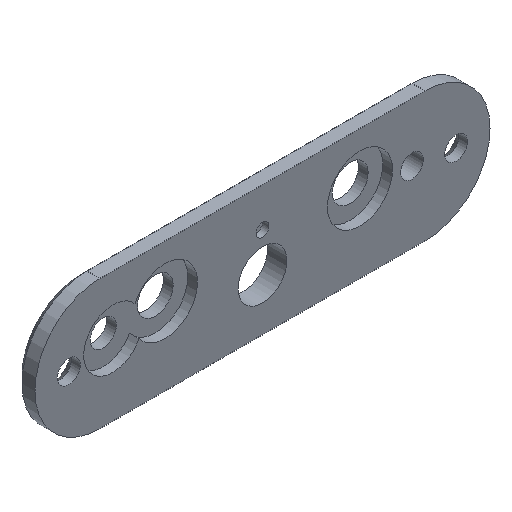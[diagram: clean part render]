
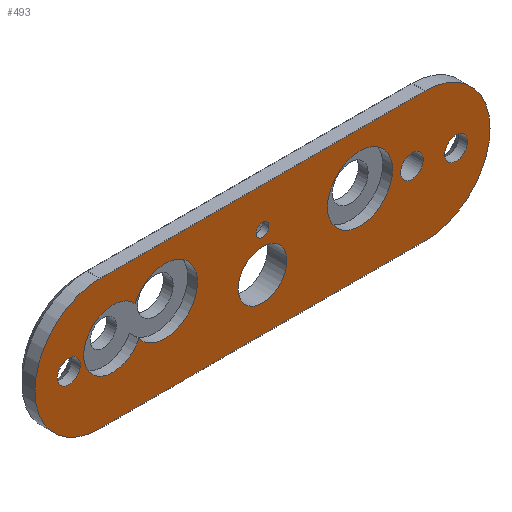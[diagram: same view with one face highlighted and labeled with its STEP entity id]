
A CAD part, isometric view. The second image highlights one B-rep face of the part: STEP entity #493.
In plain terms, the highlighted planar face has unit normal (0, -1, 0).
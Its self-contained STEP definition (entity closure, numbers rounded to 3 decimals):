
#29=FACE_BOUND('',#107,.T.);
#30=FACE_BOUND('',#108,.T.);
#31=FACE_BOUND('',#109,.T.);
#32=FACE_BOUND('',#110,.T.);
#33=FACE_BOUND('',#111,.T.);
#34=FACE_BOUND('',#112,.T.);
#35=FACE_BOUND('',#113,.T.);
#44=PLANE('',#573);
#70=FACE_OUTER_BOUND('',#106,.T.);
#106=EDGE_LOOP('',(#439,#440,#441,#442));
#107=EDGE_LOOP('',(#443,#444));
#108=EDGE_LOOP('',(#445,#446));
#109=EDGE_LOOP('',(#447,#448));
#110=EDGE_LOOP('',(#449,#450));
#111=EDGE_LOOP('',(#451,#452));
#112=EDGE_LOOP('',(#453));
#113=EDGE_LOOP('',(#454));
#138=LINE('',#866,#165);
#140=LINE('',#873,#167);
#165=VECTOR('',#722,10.);
#167=VECTOR('',#732,10.);
#168=CIRCLE('',#509,1.75);
#169=CIRCLE('',#510,1.75);
#171=CIRCLE('',#513,4.5);
#176=CIRCLE('',#520,5.);
#182=CIRCLE('',#530,5.);
#183=CIRCLE('',#531,5.);
#185=CIRCLE('',#535,1.);
#186=CIRCLE('',#536,1.);
#189=CIRCLE('',#541,3.75);
#190=CIRCLE('',#542,3.75);
#196=CIRCLE('',#550,1.75);
#201=CIRCLE('',#557,1.75);
#206=CIRCLE('',#567,10.);
#207=CIRCLE('',#571,10.);
#208=VERTEX_POINT('',#737);
#209=VERTEX_POINT('',#738);
#211=VERTEX_POINT('',#745);
#213=VERTEX_POINT('',#748);
#222=VERTEX_POINT('',#777);
#223=VERTEX_POINT('',#778);
#225=VERTEX_POINT('',#787);
#226=VERTEX_POINT('',#788);
#229=VERTEX_POINT('',#798);
#230=VERTEX_POINT('',#799);
#236=VERTEX_POINT('',#816);
#241=VERTEX_POINT('',#830);
#250=VERTEX_POINT('',#858);
#251=VERTEX_POINT('',#860);
#252=VERTEX_POINT('',#864);
#253=VERTEX_POINT('',#869);
#254=EDGE_CURVE('',#208,#209,#168,.T.);
#255=EDGE_CURVE('',#209,#208,#169,.T.);
#259=EDGE_CURVE('',#213,#211,#171,.T.);
#266=EDGE_CURVE('',#211,#213,#176,.T.);
#273=EDGE_CURVE('',#222,#223,#182,.T.);
#274=EDGE_CURVE('',#223,#222,#183,.T.);
#278=EDGE_CURVE('',#225,#226,#185,.T.);
#279=EDGE_CURVE('',#226,#225,#186,.T.);
#283=EDGE_CURVE('',#229,#230,#189,.T.);
#284=EDGE_CURVE('',#230,#229,#190,.T.);
#293=EDGE_CURVE('',#236,#236,#196,.T.);
#300=EDGE_CURVE('',#241,#241,#201,.T.);
#314=EDGE_CURVE('',#250,#251,#206,.T.);
#317=EDGE_CURVE('',#252,#250,#138,.T.);
#319=EDGE_CURVE('',#253,#252,#207,.T.);
#320=EDGE_CURVE('',#251,#253,#140,.T.);
#439=ORIENTED_EDGE('',*,*,#314,.F.);
#440=ORIENTED_EDGE('',*,*,#317,.F.);
#441=ORIENTED_EDGE('',*,*,#319,.F.);
#442=ORIENTED_EDGE('',*,*,#320,.F.);
#443=ORIENTED_EDGE('',*,*,#254,.T.);
#444=ORIENTED_EDGE('',*,*,#255,.T.);
#445=ORIENTED_EDGE('',*,*,#259,.T.);
#446=ORIENTED_EDGE('',*,*,#266,.T.);
#447=ORIENTED_EDGE('',*,*,#273,.T.);
#448=ORIENTED_EDGE('',*,*,#274,.T.);
#449=ORIENTED_EDGE('',*,*,#278,.T.);
#450=ORIENTED_EDGE('',*,*,#279,.T.);
#451=ORIENTED_EDGE('',*,*,#283,.T.);
#452=ORIENTED_EDGE('',*,*,#284,.T.);
#453=ORIENTED_EDGE('',*,*,#293,.T.);
#454=ORIENTED_EDGE('',*,*,#300,.T.);
#493=ADVANCED_FACE('',(#70,#29,#30,#31,#32,#33,#34,#35),#44,.F.);
#509=AXIS2_PLACEMENT_3D('',#739,#578,#579);
#510=AXIS2_PLACEMENT_3D('',#740,#580,#581);
#513=AXIS2_PLACEMENT_3D('',#749,#588,#589);
#520=AXIS2_PLACEMENT_3D('',#761,#604,#605);
#530=AXIS2_PLACEMENT_3D('',#779,#625,#626);
#531=AXIS2_PLACEMENT_3D('',#780,#627,#628);
#535=AXIS2_PLACEMENT_3D('',#789,#637,#638);
#536=AXIS2_PLACEMENT_3D('',#790,#639,#640);
#541=AXIS2_PLACEMENT_3D('',#800,#650,#651);
#542=AXIS2_PLACEMENT_3D('',#801,#652,#653);
#550=AXIS2_PLACEMENT_3D('',#818,#671,#672);
#557=AXIS2_PLACEMENT_3D('',#832,#687,#688);
#567=AXIS2_PLACEMENT_3D('',#861,#716,#717);
#571=AXIS2_PLACEMENT_3D('',#871,#728,#729);
#573=AXIS2_PLACEMENT_3D('',#874,#733,#734);
#578=DIRECTION('center_axis',(0.,1.,0.));
#579=DIRECTION('ref_axis',(0.,0.,-1.));
#580=DIRECTION('center_axis',(0.,1.,0.));
#581=DIRECTION('ref_axis',(0.,0.,-1.));
#588=DIRECTION('center_axis',(0.,1.,0.));
#589=DIRECTION('ref_axis',(0.,0.,-1.));
#604=DIRECTION('center_axis',(0.,1.,0.));
#605=DIRECTION('ref_axis',(0.,0.,-1.));
#625=DIRECTION('center_axis',(0.,1.,0.));
#626=DIRECTION('ref_axis',(0.,0.,-1.));
#627=DIRECTION('center_axis',(0.,1.,0.));
#628=DIRECTION('ref_axis',(0.,0.,-1.));
#637=DIRECTION('center_axis',(0.,1.,0.));
#638=DIRECTION('ref_axis',(0.,0.,-1.));
#639=DIRECTION('center_axis',(0.,1.,0.));
#640=DIRECTION('ref_axis',(0.,0.,-1.));
#650=DIRECTION('center_axis',(0.,1.,0.));
#651=DIRECTION('ref_axis',(0.,0.,-1.));
#652=DIRECTION('center_axis',(0.,1.,0.));
#653=DIRECTION('ref_axis',(0.,0.,-1.));
#671=DIRECTION('center_axis',(0.,1.,0.));
#672=DIRECTION('ref_axis',(0.,0.,1.));
#687=DIRECTION('center_axis',(0.,1.,0.));
#688=DIRECTION('ref_axis',(0.,0.,1.));
#716=DIRECTION('center_axis',(0.,1.,0.));
#717=DIRECTION('ref_axis',(0.,0.,-1.));
#722=DIRECTION('',(-1.,0.,0.));
#728=DIRECTION('center_axis',(0.,1.,0.));
#729=DIRECTION('ref_axis',(0.,0.,1.));
#732=DIRECTION('',(1.,0.,0.));
#733=DIRECTION('center_axis',(0.,1.,0.));
#734=DIRECTION('ref_axis',(1.,0.,0.));
#737=CARTESIAN_POINT('',(23.,0.,-0.75));
#738=CARTESIAN_POINT('',(23.,0.,2.75));
#739=CARTESIAN_POINT('Origin',(23.,0.,1.));
#740=CARTESIAN_POINT('Origin',(23.,0.,1.));
#745=CARTESIAN_POINT('',(-19.603,0.,3.952));
#748=CARTESIAN_POINT('',(-18.981,0.,-1.025));
#749=CARTESIAN_POINT('Origin',(-23.,0.,1.));
#761=CARTESIAN_POINT('Origin',(-15.,0.,2.));
#777=CARTESIAN_POINT('',(15.,0.,-3.));
#778=CARTESIAN_POINT('',(15.,0.,7.));
#779=CARTESIAN_POINT('Origin',(15.,0.,2.));
#780=CARTESIAN_POINT('Origin',(15.,0.,2.));
#787=CARTESIAN_POINT('',(0.,0.,3.));
#788=CARTESIAN_POINT('',(0.,0.,5.));
#789=CARTESIAN_POINT('Origin',(0.,0.,4.));
#790=CARTESIAN_POINT('Origin',(0.,0.,4.));
#798=CARTESIAN_POINT('',(0.,0.,-5.75));
#799=CARTESIAN_POINT('',(0.,0.,1.75));
#800=CARTESIAN_POINT('Origin',(0.,0.,-2.));
#801=CARTESIAN_POINT('Origin',(0.,0.,-2.));
#816=CARTESIAN_POINT('',(-29.8,0.,-1.75));
#818=CARTESIAN_POINT('Origin',(-29.8,0.,0.));
#830=CARTESIAN_POINT('',(29.8,0.,-1.75));
#832=CARTESIAN_POINT('Origin',(29.8,0.,0.));
#858=CARTESIAN_POINT('',(-25.,0.,-10.));
#860=CARTESIAN_POINT('',(-25.,0.,10.));
#861=CARTESIAN_POINT('Origin',(-25.,0.,0.));
#864=CARTESIAN_POINT('',(25.,0.,-10.));
#866=CARTESIAN_POINT('',(25.,0.,-10.));
#869=CARTESIAN_POINT('',(25.,0.,10.));
#871=CARTESIAN_POINT('Origin',(25.,0.,0.));
#873=CARTESIAN_POINT('',(-25.,0.,10.));
#874=CARTESIAN_POINT('Origin',(0.,0.,0.));
